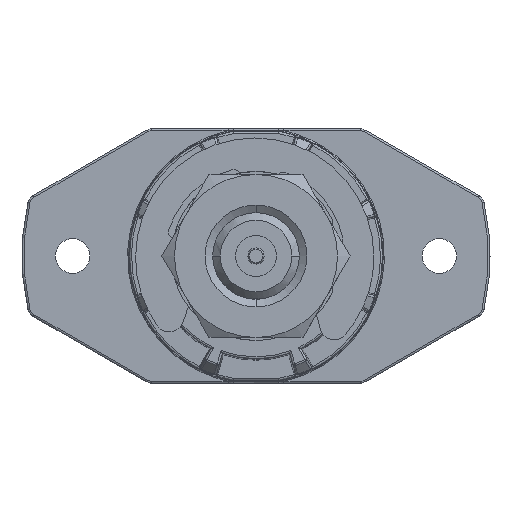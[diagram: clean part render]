
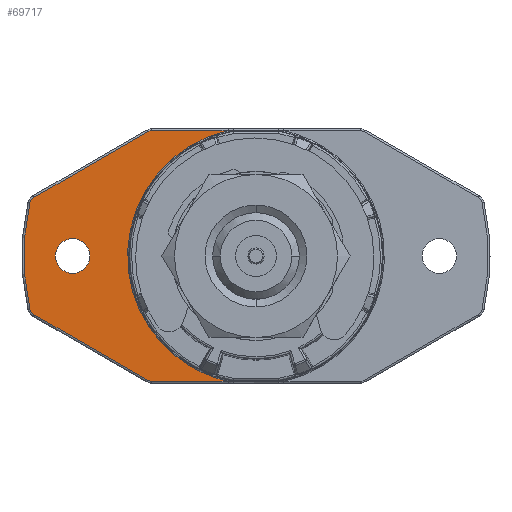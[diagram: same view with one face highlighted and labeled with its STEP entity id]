
A CAD part, front view. The second image highlights one B-rep face of the part: STEP entity #69717.
In plain terms, the highlighted planar face has unit normal (0, -1, 0).
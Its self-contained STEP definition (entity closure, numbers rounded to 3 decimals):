
#1 = PLANE ( 'NONE',  #102607 ) ;
#277 = AXIS2_PLACEMENT_3D ( 'NONE', #67224, #26762, #83517 ) ;
#904 = LINE ( 'NONE', #31987, #22085 ) ;
#2080 = VECTOR ( 'NONE', #26845, 1000. ) ;
#3068 =( BOUNDED_CURVE ( )  B_SPLINE_CURVE ( 3, ( #69231, #61330, #85529, #77140 ),
 .UNSPECIFIED., .F., .F. ) 
 B_SPLINE_CURVE_WITH_KNOTS ( ( 4, 4 ),
 ( 0., 1. ),
 .UNSPECIFIED. ) 
 CURVE ( )  GEOMETRIC_REPRESENTATION_ITEM ( )  RATIONAL_B_SPLINE_CURVE ( ( 1., 0.945, 0.945, 1. ) ) 
 REPRESENTATION_ITEM ( '' )  );
#3155 = CARTESIAN_POINT ( 'NONE',  ( -10.51, 16.5, -12.263 ) ) ;
#4381 = VERTEX_POINT ( 'NONE', #92676 ) ;
#5049 = CARTESIAN_POINT ( 'NONE',  ( -2.747, 16.5, 12.3 ) ) ;
#5823 = VERTEX_POINT ( 'NONE', #89229 ) ;
#8476 = DIRECTION ( 'NONE',  ( 0., 0., 1. ) ) ;
#9461 = CARTESIAN_POINT ( 'NONE',  ( -10.632, 16.5, -12.193 ) ) ;
#12336 = CIRCLE ( 'NONE', #66081, 1.7 ) ;
#15040 =( BOUNDED_CURVE ( )  B_SPLINE_CURVE ( 3, ( #5049, #37139, #29249, #59248 ),
 .UNSPECIFIED., .F., .F. ) 
 B_SPLINE_CURVE_WITH_KNOTS ( ( 4, 4 ),
 ( 0., 1. ),
 .UNSPECIFIED. ) 
 CURVE ( )  GEOMETRIC_REPRESENTATION_ITEM ( )  RATIONAL_B_SPLINE_CURVE ( ( 1., 0.479, 0.479, 1. ) ) 
 REPRESENTATION_ITEM ( '' )  );
#16318 = LINE ( 'NONE', #82564, #99806 ) ;
#16440 = ORIENTED_EDGE ( 'NONE', *, *, #96459, .T. ) ;
#17868 = CARTESIAN_POINT ( 'NONE',  ( -10.373, 16.5, -12.3 ) ) ;
#18143 = VERTEX_POINT ( 'NONE', #45788 ) ;
#18358 = VERTEX_POINT ( 'NONE', #72059 ) ;
#18886 = EDGE_CURVE ( 'NONE', #5823, #70623, #15040, .T. ) ;
#22085 = VECTOR ( 'NONE', #72453, 1000. ) ;
#23598 = CARTESIAN_POINT ( 'NONE',  ( -21.814, 16.5, -5.737 ) ) ;
#23993 = ORIENTED_EDGE ( 'NONE', *, *, #84780, .F. ) ;
#24222 = EDGE_CURVE ( 'NONE', #51549, #59049, #35967, .T. ) ;
#26022 = CARTESIAN_POINT ( 'NONE',  ( -22.008, 16.5, 5.625 ) ) ;
#26762 = DIRECTION ( 'NONE',  ( 0., 1., 0. ) ) ;
#26845 = DIRECTION ( 'NONE',  ( -1., 0., 0. ) ) ;
#27198 = CARTESIAN_POINT ( 'NONE',  ( -10.4, 16.5, 12.327 ) ) ;
#27478 = CARTESIAN_POINT ( 'NONE',  ( -10.632, 16.5, 12.193 ) ) ;
#27550 = EDGE_CURVE ( 'NONE', #44772, #18143, #3068, .T. ) ;
#28204 = EDGE_CURVE ( 'NONE', #70623, #51549, #75190, .T. ) ;
#29200 = CARTESIAN_POINT ( 'NONE',  ( -10.632, 16.5, -12.193 ) ) ;
#29249 = CARTESIAN_POINT ( 'NONE',  ( -19.466, 16.5, -8.565 ) ) ;
#31645 = EDGE_CURVE ( 'NONE', #91108, #18358, #78315, .T. ) ;
#31987 = CARTESIAN_POINT ( 'NONE',  ( -10.5, 16.5, 12.3 ) ) ;
#33908 = CARTESIAN_POINT ( 'NONE',  ( -22.193, 16.5, 5.228 ) ) ;
#35967 =( BOUNDED_CURVE ( )  B_SPLINE_CURVE ( 3, ( #99381, #17868, #3155, #9461 ),
 .UNSPECIFIED., .F., .F. ) 
 B_SPLINE_CURVE_WITH_KNOTS ( ( 4, 4 ),
 ( 0., 1. ),
 .UNSPECIFIED. ) 
 CURVE ( )  GEOMETRIC_REPRESENTATION_ITEM ( )  RATIONAL_B_SPLINE_CURVE ( ( 1., 0.977, 0.977, 1. ) ) 
 REPRESENTATION_ITEM ( '' )  );
#36179 = ORIENTED_EDGE ( 'NONE', *, *, #27550, .F. ) ;
#36801 = VERTEX_POINT ( 'NONE', #100602 ) ;
#37129 = CARTESIAN_POINT ( 'NONE',  ( -10.51, 16.5, 12.263 ) ) ;
#37139 = CARTESIAN_POINT ( 'NONE',  ( -19.466, 16.5, 8.565 ) ) ;
#38360 = ORIENTED_EDGE ( 'NONE', *, *, #70176, .F. ) ;
#38954 = CARTESIAN_POINT ( 'NONE',  ( -22.193, 16.5, 5.228 ) ) ;
#40521 = ORIENTED_EDGE ( 'NONE', *, *, #76151, .F. ) ;
#40727 = ORIENTED_EDGE ( 'NONE', *, *, #31645, .F. ) ;
#40819 = EDGE_LOOP ( 'NONE', ( #100987, #47724, #38360, #69878, #23993, #40727, #71771, #36179, #40521, #97101 ) ) ;
#44662 = CARTESIAN_POINT ( 'NONE',  ( -10.5, 16.5, -12.3 ) ) ;
#44772 = VERTEX_POINT ( 'NONE', #23598 ) ;
#45526 = CARTESIAN_POINT ( 'NONE',  ( -10.373, 16.5, 12.3 ) ) ;
#45788 = CARTESIAN_POINT ( 'NONE',  ( -22.193, 16.5, -5.228 ) ) ;
#47350 = CARTESIAN_POINT ( 'NONE',  ( 0., 16.5, 0. ) ) ;
#47724 = ORIENTED_EDGE ( 'NONE', *, *, #18886, .F. ) ;
#48669 = CARTESIAN_POINT ( 'NONE',  ( -22.193, 16.5, -5.228 ) ) ;
#49692 = CARTESIAN_POINT ( 'NONE',  ( -21.814, 16.5, 5.737 ) ) ;
#51549 = VERTEX_POINT ( 'NONE', #77979 ) ;
#51901 = DIRECTION ( 'NONE',  ( 0.866, 0., 0.5 ) ) ;
#52400 = CIRCLE ( 'NONE', #277, 1.7 ) ;
#54059 = EDGE_CURVE ( 'NONE', #18143, #91108, #96738, .T. ) ;
#54753 = DIRECTION ( 'NONE',  ( 0., 1., 0. ) ) ;
#54942 = CARTESIAN_POINT ( 'NONE',  ( -10.632, 16.5, 12.193 ) ) ;
#55235 = DIRECTION ( 'NONE',  ( 0., 1., 0. ) ) ;
#56271 = EDGE_CURVE ( 'NONE', #65403, #4381, #52400, .T. ) ;
#59049 = VERTEX_POINT ( 'NONE', #29200 ) ;
#59248 = CARTESIAN_POINT ( 'NONE',  ( -2.747, 16.5, -12.3 ) ) ;
#60647 = CARTESIAN_POINT ( 'NONE',  ( -18., 16.5, -1.7 ) ) ;
#60682 =( BOUNDED_CURVE ( )  B_SPLINE_CURVE ( 3, ( #54942, #37129, #45526, #101257 ),
 .UNSPECIFIED., .F., .F. ) 
 B_SPLINE_CURVE_WITH_KNOTS ( ( 4, 4 ),
 ( 0., 1. ),
 .UNSPECIFIED. ) 
 CURVE ( )  GEOMETRIC_REPRESENTATION_ITEM ( )  RATIONAL_B_SPLINE_CURVE ( ( 1., 0.977, 0.977, 1. ) ) 
 REPRESENTATION_ITEM ( '' )  );
#61330 = CARTESIAN_POINT ( 'NONE',  ( -22.008, 16.5, -5.625 ) ) ;
#62608 = DIRECTION ( 'NONE',  ( 0., 0., 1. ) ) ;
#65403 = VERTEX_POINT ( 'NONE', #60647 ) ;
#65734 = DIRECTION ( 'NONE',  ( -0.866, 0., 0.5 ) ) ;
#66081 = AXIS2_PLACEMENT_3D ( 'NONE', #78985, #54753, #8476 ) ;
#66427 = EDGE_CURVE ( 'NONE', #70635, #36801, #60682, .T. ) ;
#67224 = CARTESIAN_POINT ( 'NONE',  ( -18., 16.5, 0. ) ) ;
#69231 = CARTESIAN_POINT ( 'NONE',  ( -21.814, 16.5, -5.737 ) ) ;
#69717 = ADVANCED_FACE ( 'NONE', ( #102562, #86283 ), #1, .F. ) ;
#69878 = ORIENTED_EDGE ( 'NONE', *, *, #66427, .F. ) ;
#70176 = EDGE_CURVE ( 'NONE', #36801, #5823, #904, .T. ) ;
#70623 = VERTEX_POINT ( 'NONE', #83195 ) ;
#70635 = VERTEX_POINT ( 'NONE', #27478 ) ;
#71771 = ORIENTED_EDGE ( 'NONE', *, *, #54059, .F. ) ;
#72059 = CARTESIAN_POINT ( 'NONE',  ( -21.814, 16.5, 5.737 ) ) ;
#72453 = DIRECTION ( 'NONE',  ( 1., 0., 0. ) ) ;
#73876 = CARTESIAN_POINT ( 'NONE',  ( -23.006, 16.5, 1.774 ) ) ;
#74900 = CARTESIAN_POINT ( 'NONE',  ( -22.141, 16.5, 5.445 ) ) ;
#75190 = LINE ( 'NONE', #44662, #2080 ) ;
#76151 = EDGE_CURVE ( 'NONE', #59049, #44772, #16318, .T. ) ;
#77140 = CARTESIAN_POINT ( 'NONE',  ( -22.193, 16.5, -5.228 ) ) ;
#77979 = CARTESIAN_POINT ( 'NONE',  ( -10.232, 16.5, -12.3 ) ) ;
#78315 =( BOUNDED_CURVE ( )  B_SPLINE_CURVE ( 3, ( #99609, #74900, #26022, #49692 ),
 .UNSPECIFIED., .F., .F. ) 
 B_SPLINE_CURVE_WITH_KNOTS ( ( 4, 4 ),
 ( 0., 1. ),
 .UNSPECIFIED. ) 
 CURVE ( )  GEOMETRIC_REPRESENTATION_ITEM ( )  RATIONAL_B_SPLINE_CURVE ( ( 1., 0.945, 0.945, 1. ) ) 
 REPRESENTATION_ITEM ( '' )  );
#78985 = CARTESIAN_POINT ( 'NONE',  ( -18., 16.5, 0. ) ) ;
#82564 = CARTESIAN_POINT ( 'NONE',  ( -10.4, 16.5, -12.327 ) ) ;
#83195 = CARTESIAN_POINT ( 'NONE',  ( -2.747, 16.5, -12.3 ) ) ;
#83517 = DIRECTION ( 'NONE',  ( 0., 0., 1. ) ) ;
#84780 = EDGE_CURVE ( 'NONE', #18358, #70635, #90820, .T. ) ;
#85529 = CARTESIAN_POINT ( 'NONE',  ( -22.141, 16.5, -5.445 ) ) ;
#86283 = FACE_BOUND ( 'NONE', #91920, .T. ) ;
#89229 = CARTESIAN_POINT ( 'NONE',  ( -2.747, 16.5, 12.3 ) ) ;
#90820 = LINE ( 'NONE', #27198, #100188 ) ;
#91108 = VERTEX_POINT ( 'NONE', #38954 ) ;
#91920 = EDGE_LOOP ( 'NONE', ( #16440, #91933 ) ) ;
#91933 = ORIENTED_EDGE ( 'NONE', *, *, #56271, .T. ) ;
#92676 = CARTESIAN_POINT ( 'NONE',  ( -18., 16.5, 1.7 ) ) ;
#96459 = EDGE_CURVE ( 'NONE', #4381, #65403, #12336, .T. ) ;
#96738 =( BOUNDED_CURVE ( )  B_SPLINE_CURVE ( 3, ( #48669, #98570, #73876, #33908 ),
 .UNSPECIFIED., .F., .F. ) 
 B_SPLINE_CURVE_WITH_KNOTS ( ( 4, 4 ),
 ( 0., 1. ),
 .UNSPECIFIED. ) 
 CURVE ( )  GEOMETRIC_REPRESENTATION_ITEM ( )  RATIONAL_B_SPLINE_CURVE ( ( 1., 0.982, 0.982, 1. ) ) 
 REPRESENTATION_ITEM ( '' )  );
#97101 = ORIENTED_EDGE ( 'NONE', *, *, #24222, .F. ) ;
#98570 = CARTESIAN_POINT ( 'NONE',  ( -23.006, 16.5, -1.774 ) ) ;
#99381 = CARTESIAN_POINT ( 'NONE',  ( -10.232, 16.5, -12.3 ) ) ;
#99609 = CARTESIAN_POINT ( 'NONE',  ( -22.193, 16.5, 5.228 ) ) ;
#99806 = VECTOR ( 'NONE', #65734, 1000. ) ;
#100188 = VECTOR ( 'NONE', #51901, 1000. ) ;
#100602 = CARTESIAN_POINT ( 'NONE',  ( -10.232, 16.5, 12.3 ) ) ;
#100987 = ORIENTED_EDGE ( 'NONE', *, *, #28204, .F. ) ;
#101257 = CARTESIAN_POINT ( 'NONE',  ( -10.232, 16.5, 12.3 ) ) ;
#102562 = FACE_OUTER_BOUND ( 'NONE', #40819, .T. ) ;
#102607 = AXIS2_PLACEMENT_3D ( 'NONE', #47350, #55235, #62608 ) ;
